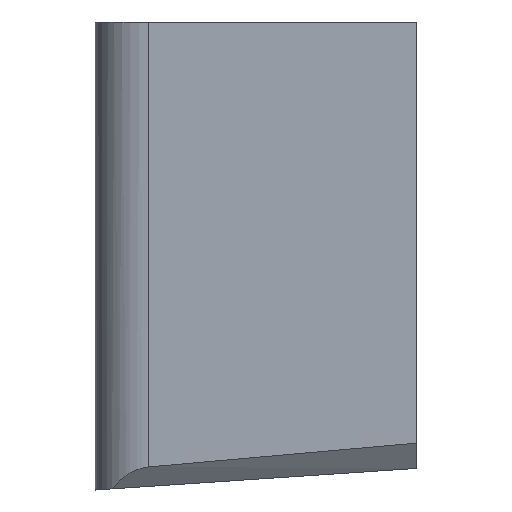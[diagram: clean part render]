
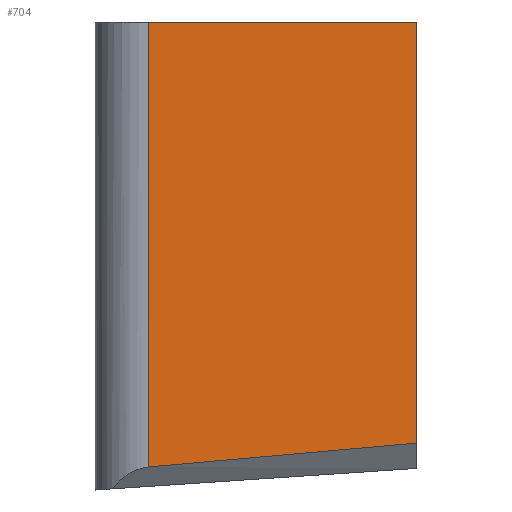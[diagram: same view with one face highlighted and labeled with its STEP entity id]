
A CAD part, left-side view. The second image highlights one B-rep face of the part: STEP entity #704.
In plain terms, the highlighted planar face has unit normal (-1, 0, 0).
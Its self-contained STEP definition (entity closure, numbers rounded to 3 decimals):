
#24 = VERTEX_POINT('',#25);
#25 = CARTESIAN_POINT('',(-3.,-180.,-60.552));
#32 = PLANE('',#33);
#33 = AXIS2_PLACEMENT_3D('',#34,#35,#36);
#34 = CARTESIAN_POINT('',(0.,-180.,-42.845));
#35 = DIRECTION('',(0.,1.,0.));
#36 = DIRECTION('',(0.,0.,1.));
#44 = B_SPLINE_SURFACE_WITH_KNOTS('',1,1,(
    (#45,#46)
    ,(#47,#48
    )),.UNSPECIFIED.,.F.,.F.,.F.,(2,2),(2,2),(0.,18.277),(0.,1.
    ),.PIECEWISE_BEZIER_KNOTS.);
#45 = CARTESIAN_POINT('',(-2.,-180.,-61.968));
#46 = CARTESIAN_POINT('',(-3.,-90.,-67.996));
#47 = CARTESIAN_POINT('',(-10.289,-180.,-50.23));
#48 = CARTESIAN_POINT('',(-16.202,-90.,-55.356));
#55 = EDGE_CURVE('',#24,#56,#58,.T.);
#56 = VERTEX_POINT('',#57);
#57 = CARTESIAN_POINT('',(-3.,-180.,-37.));
#58 = SURFACE_CURVE('',#59,(#63,#70),.PCURVE_S1.);
#59 = LINE('',#60,#61);
#60 = CARTESIAN_POINT('',(-3.,-180.,-21.423));
#61 = VECTOR('',#62,1.);
#62 = DIRECTION('',(0.,0.,1.));
#63 = PCURVE('',#32,#64);
#64 = DEFINITIONAL_REPRESENTATION('',(#65),#69);
#65 = LINE('',#66,#67);
#66 = CARTESIAN_POINT('',(21.423,-3.));
#67 = VECTOR('',#68,1.);
#68 = DIRECTION('',(1.,0.));
#69 = ( GEOMETRIC_REPRESENTATION_CONTEXT(2) 
PARAMETRIC_REPRESENTATION_CONTEXT() REPRESENTATION_CONTEXT('2D SPACE',''
  ) );
#70 = PCURVE('',#71,#76);
#71 = PLANE('',#72);
#72 = AXIS2_PLACEMENT_3D('',#73,#74,#75);
#73 = CARTESIAN_POINT('',(-3.,-165.,
    0.));
#74 = DIRECTION('',(-1.,0.,0.));
#75 = DIRECTION('',(0.,-1.,0.));
#76 = DEFINITIONAL_REPRESENTATION('',(#77),#81);
#77 = LINE('',#78,#79);
#78 = CARTESIAN_POINT('',(15.,-21.423));
#79 = VECTOR('',#80,1.);
#80 = DIRECTION('',(0.,1.));
#81 = ( GEOMETRIC_REPRESENTATION_CONTEXT(2) 
PARAMETRIC_REPRESENTATION_CONTEXT() REPRESENTATION_CONTEXT('2D SPACE',''
  ) );
#99 = PLANE('',#100);
#100 = AXIS2_PLACEMENT_3D('',#101,#102,#103);
#101 = CARTESIAN_POINT('',(5000.,-156.298,-37.));
#102 = DIRECTION('',(0.,0.,1.));
#103 = DIRECTION('',(0.,-1.,0.));
#217 = EDGE_CURVE('',#24,#218,#220,.T.);
#218 = VERTEX_POINT('',#219);
#219 = CARTESIAN_POINT('',(-3.,-165.,
    -61.885));
#220 = SURFACE_CURVE('',#221,(#228,#238),.PCURVE_S1.);
#221 = B_SPLINE_CURVE_WITH_KNOTS('',5,(#222,#223,#224,#225,#226,#227),
  .UNSPECIFIED.,.F.,.F.,(6,6),(0.,1.),.PIECEWISE_BEZIER_KNOTS.);
#222 = CARTESIAN_POINT('',(-3.,-180.,-60.552));
#223 = CARTESIAN_POINT('',(-3.,-177.001,
    -60.824));
#224 = CARTESIAN_POINT('',(-3.,-174.001,
    -61.094));
#225 = CARTESIAN_POINT('',(-3.,-171.001,
    -61.36));
#226 = CARTESIAN_POINT('',(-3.,-168.001,-61.624)
  );
#227 = CARTESIAN_POINT('',(-3.,-165.,
    -61.885));
#228 = PCURVE('',#44,#229);
#229 = DEFINITIONAL_REPRESENTATION('',(#230),#237);
#230 = B_SPLINE_CURVE_WITH_KNOTS('',5,(#231,#232,#233,#234,#235,#236),
  .UNSPECIFIED.,.F.,.F.,(6,6),(0.,1.),.PIECEWISE_BEZIER_KNOTS.);
#231 = CARTESIAN_POINT('',(2.205,0.));
#232 = CARTESIAN_POINT('',(2.088,0.033));
#233 = CARTESIAN_POINT('',(1.977,0.067));
#234 = CARTESIAN_POINT('',(1.871,0.1));
#235 = CARTESIAN_POINT('',(1.769,0.133));
#236 = CARTESIAN_POINT('',(1.672,0.167));
#237 = ( GEOMETRIC_REPRESENTATION_CONTEXT(2) 
PARAMETRIC_REPRESENTATION_CONTEXT() REPRESENTATION_CONTEXT('2D SPACE',''
  ) );
#238 = PCURVE('',#71,#239);
#239 = DEFINITIONAL_REPRESENTATION('',(#240),#247);
#240 = B_SPLINE_CURVE_WITH_KNOTS('',5,(#241,#242,#243,#244,#245,#246),
  .UNSPECIFIED.,.F.,.F.,(6,6),(0.,1.),.PIECEWISE_BEZIER_KNOTS.);
#241 = CARTESIAN_POINT('',(15.,-60.552));
#242 = CARTESIAN_POINT('',(12.001,-60.824));
#243 = CARTESIAN_POINT('',(9.001,-61.094));
#244 = CARTESIAN_POINT('',(6.001,-61.36));
#245 = CARTESIAN_POINT('',(3.001,-61.624));
#246 = CARTESIAN_POINT('',(0.,-61.885));
#247 = ( GEOMETRIC_REPRESENTATION_CONTEXT(2) 
PARAMETRIC_REPRESENTATION_CONTEXT() REPRESENTATION_CONTEXT('2D SPACE',''
  ) );
#303 = CYLINDRICAL_SURFACE('',#304,3.);
#304 = AXIS2_PLACEMENT_3D('',#305,#306,#307);
#305 = CARTESIAN_POINT('',(0.,-165.,0.));
#306 = DIRECTION('',(0.,0.,1.));
#307 = DIRECTION('',(1.,0.,0.));
#658 = EDGE_CURVE('',#56,#659,#661,.T.);
#659 = VERTEX_POINT('',#660);
#660 = CARTESIAN_POINT('',(-3.,-165.,-37.));
#661 = SURFACE_CURVE('',#662,(#666,#673),.PCURVE_S1.);
#662 = LINE('',#663,#664);
#663 = CARTESIAN_POINT('',(-3.,-160.649,-37.));
#664 = VECTOR('',#665,1.);
#665 = DIRECTION('',(0.,1.,0.));
#666 = PCURVE('',#99,#667);
#667 = DEFINITIONAL_REPRESENTATION('',(#668),#672);
#668 = LINE('',#669,#670);
#669 = CARTESIAN_POINT('',(4.351,-5003.));
#670 = VECTOR('',#671,1.);
#671 = DIRECTION('',(-1.,0.));
#672 = ( GEOMETRIC_REPRESENTATION_CONTEXT(2) 
PARAMETRIC_REPRESENTATION_CONTEXT() REPRESENTATION_CONTEXT('2D SPACE',''
  ) );
#673 = PCURVE('',#71,#674);
#674 = DEFINITIONAL_REPRESENTATION('',(#675),#679);
#675 = LINE('',#676,#677);
#676 = CARTESIAN_POINT('',(-4.351,-37.));
#677 = VECTOR('',#678,1.);
#678 = DIRECTION('',(-1.,0.));
#679 = ( GEOMETRIC_REPRESENTATION_CONTEXT(2) 
PARAMETRIC_REPRESENTATION_CONTEXT() REPRESENTATION_CONTEXT('2D SPACE',''
  ) );
#704 = ADVANCED_FACE('',(#705),#71,.T.);
#705 = FACE_BOUND('',#706,.T.);
#706 = EDGE_LOOP('',(#707,#708,#709,#730));
#707 = ORIENTED_EDGE('',*,*,#55,.T.);
#708 = ORIENTED_EDGE('',*,*,#658,.T.);
#709 = ORIENTED_EDGE('',*,*,#710,.T.);
#710 = EDGE_CURVE('',#659,#218,#711,.T.);
#711 = SURFACE_CURVE('',#712,(#716,#723),.PCURVE_S1.);
#712 = LINE('',#713,#714);
#713 = CARTESIAN_POINT('',(-3.,-165.,
    0.));
#714 = VECTOR('',#715,1.);
#715 = DIRECTION('',(-0.,0.,-1.));
#716 = PCURVE('',#71,#717);
#717 = DEFINITIONAL_REPRESENTATION('',(#718),#722);
#718 = LINE('',#719,#720);
#719 = CARTESIAN_POINT('',(0.,0.));
#720 = VECTOR('',#721,1.);
#721 = DIRECTION('',(0.,-1.));
#722 = ( GEOMETRIC_REPRESENTATION_CONTEXT(2) 
PARAMETRIC_REPRESENTATION_CONTEXT() REPRESENTATION_CONTEXT('2D SPACE',''
  ) );
#723 = PCURVE('',#303,#724);
#724 = DEFINITIONAL_REPRESENTATION('',(#725),#729);
#725 = LINE('',#726,#727);
#726 = CARTESIAN_POINT('',(3.142,0.));
#727 = VECTOR('',#728,1.);
#728 = DIRECTION('',(0.,-1.));
#729 = ( GEOMETRIC_REPRESENTATION_CONTEXT(2) 
PARAMETRIC_REPRESENTATION_CONTEXT() REPRESENTATION_CONTEXT('2D SPACE',''
  ) );
#730 = ORIENTED_EDGE('',*,*,#217,.F.);
